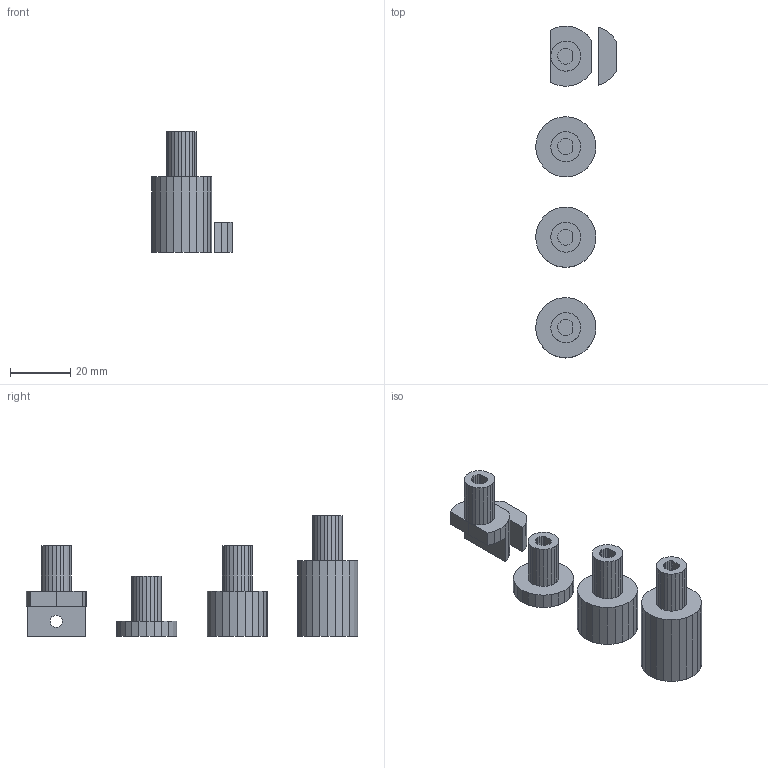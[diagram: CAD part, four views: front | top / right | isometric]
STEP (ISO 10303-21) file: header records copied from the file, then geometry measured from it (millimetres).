
FILE_DESCRIPTION(('FreeCAD Model'),'2;1');
FILE_NAME('Open CASCADE Shape Model','2025-06-15T10:38:39',(''),(''), 'Open CASCADE STEP processor 7.8','FreeCAD','Unknown');
FILE_SCHEMA(('AUTOMOTIVE_DESIGN { 1 0 10303 214 1 1 1 1 }'));
Length unit declared in the file: millimetre
Products named in the file (1): Turntable___Adapter_small001 (Solid)001
Bounding box: 26.76 x 110 x 40 mm (x, y, z)
Volume: 20342.9 mm3; surface area: 9525.6 mm2
Topology: 5 solids, 5 shells, 355 faces, 1009 edges, 671 vertices
Faces by surface type: plane 355
Entity records: 24422 total; most frequent: CARTESIAN_POINT 4054, DIRECTION 3739, LINE 3027, VECTOR 3027, ORIENTED_EDGE 2018, PCURVE 2018, DEFINITIONAL_REPRESENTATION 2018, EDGE_CURVE 1009
